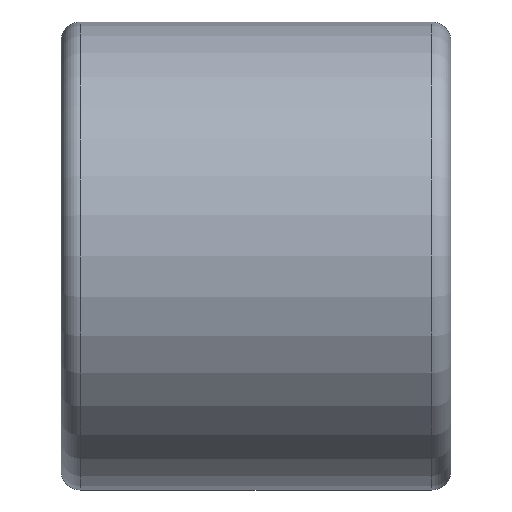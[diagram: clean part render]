
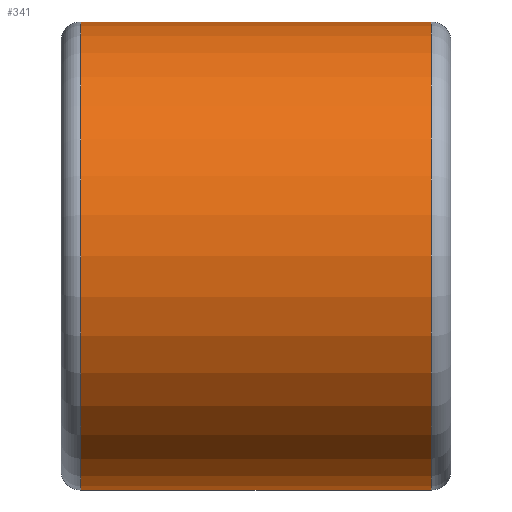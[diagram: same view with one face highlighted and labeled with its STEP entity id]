
A CAD part, left-side view. The second image highlights one B-rep face of the part: STEP entity #341.
In plain terms, the highlighted cylindrical face has radius 6 mm (diameter 12 mm), a partial arc.
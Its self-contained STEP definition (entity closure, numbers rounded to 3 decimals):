
#10 = CIRCLE ( 'NONE', #159, 6. ) ;
#25 = CARTESIAN_POINT ( 'NONE',  ( 0., 33.565, -6. ) ) ;
#44 = DIRECTION ( 'NONE',  ( 0., 0., -1. ) ) ;
#51 = DIRECTION ( 'NONE',  ( 0., 1., 0. ) ) ;
#54 = CIRCLE ( 'NONE', #161, 6. ) ;
#89 = LINE ( 'NONE', #25, #104 ) ;
#92 = EDGE_CURVE ( 'NONE', #282, #232, #54, .T. ) ;
#93 = EDGE_CURVE ( 'NONE', #232, #95, #144, .T. ) ;
#95 = VERTEX_POINT ( 'NONE', #448 ) ;
#102 = DIRECTION ( 'NONE',  ( 0., -1., 0. ) ) ;
#104 = VECTOR ( 'NONE', #429, 1000. ) ;
#106 = CARTESIAN_POINT ( 'NONE',  ( 0., 33.565, 6. ) ) ;
#107 = CARTESIAN_POINT ( 'NONE',  ( 0., -4.5, -6. ) ) ;
#118 = CARTESIAN_POINT ( 'NONE',  ( 0., 4.5, -6. ) ) ;
#120 = FACE_OUTER_BOUND ( 'NONE', #329, .T. ) ;
#136 = CARTESIAN_POINT ( 'NONE',  ( 0., 4.5, 0. ) ) ;
#144 = LINE ( 'NONE', #106, #245 ) ;
#147 = DIRECTION ( 'NONE',  ( 0., 0., 1. ) ) ;
#159 = AXIS2_PLACEMENT_3D ( 'NONE', #136, #102, #44 ) ;
#161 = AXIS2_PLACEMENT_3D ( 'NONE', #326, #273, #227 ) ;
#170 = CYLINDRICAL_SURFACE ( 'NONE', #178, 6. ) ;
#178 = AXIS2_PLACEMENT_3D ( 'NONE', #231, #186, #147 ) ;
#186 = DIRECTION ( 'NONE',  ( 0., 1., 0. ) ) ;
#220 = ORIENTED_EDGE ( 'NONE', *, *, #93, .T. ) ;
#227 = DIRECTION ( 'NONE',  ( 0., 0., 1. ) ) ;
#231 = CARTESIAN_POINT ( 'NONE',  ( 0., 33.565, 0. ) ) ;
#232 = VERTEX_POINT ( 'NONE', #317 ) ;
#245 = VECTOR ( 'NONE', #51, 1000. ) ;
#269 = ORIENTED_EDGE ( 'NONE', *, *, #318, .F. ) ;
#273 = DIRECTION ( 'NONE',  ( 0., 1., 0. ) ) ;
#282 = VERTEX_POINT ( 'NONE', #107 ) ;
#317 = CARTESIAN_POINT ( 'NONE',  ( 0., -4.5, 6. ) ) ;
#318 = EDGE_CURVE ( 'NONE', #282, #333, #89, .T. ) ;
#322 = ORIENTED_EDGE ( 'NONE', *, *, #92, .T. ) ;
#326 = CARTESIAN_POINT ( 'NONE',  ( 0., -4.5, 0. ) ) ;
#329 = EDGE_LOOP ( 'NONE', ( #269, #322, #220, #408 ) ) ;
#333 = VERTEX_POINT ( 'NONE', #118 ) ;
#341 = ADVANCED_FACE ( 'NONE', ( #120 ), #170, .T. ) ;
#355 = EDGE_CURVE ( 'NONE', #95, #333, #10, .T. ) ;
#408 = ORIENTED_EDGE ( 'NONE', *, *, #355, .T. ) ;
#429 = DIRECTION ( 'NONE',  ( 0., 1., 0. ) ) ;
#448 = CARTESIAN_POINT ( 'NONE',  ( 0., 4.5, 6. ) ) ;
